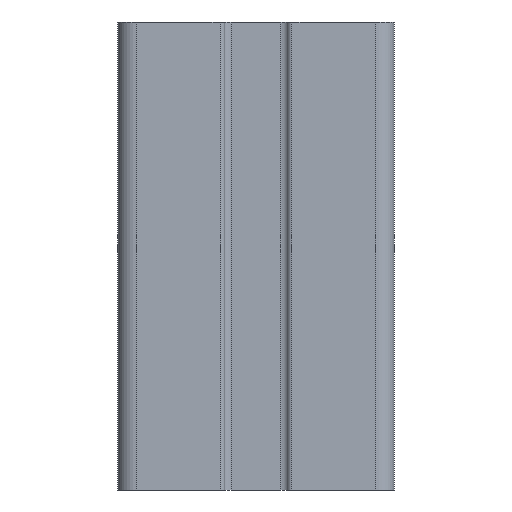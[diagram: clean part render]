
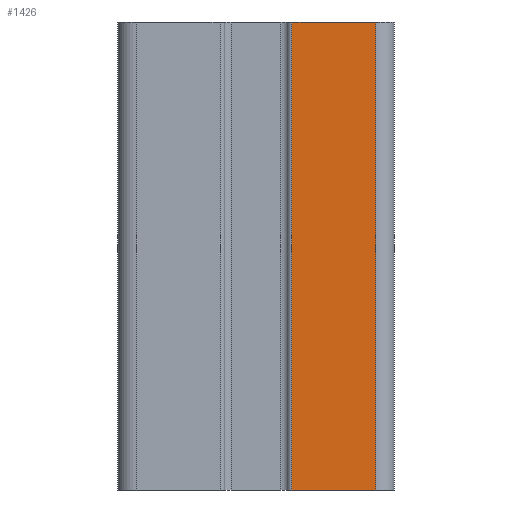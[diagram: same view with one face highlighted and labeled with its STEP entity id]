
A CAD part, front view. The second image highlights one B-rep face of the part: STEP entity #1426.
In plain terms, the highlighted planar face has unit normal (0, -1, 0).
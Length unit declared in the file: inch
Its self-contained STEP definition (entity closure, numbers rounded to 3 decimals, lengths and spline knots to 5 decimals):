
#24=PLANE('',#1537);
#70=FACE_OUTER_BOUND('',#145,.T.);
#145=EDGE_LOOP('',(#996,#997,#998,#999));
#236=LINE('',#2193,#381);
#237=LINE('',#2196,#382);
#238=LINE('',#2198,#383);
#239=LINE('',#2199,#384);
#381=VECTOR('',#1748,0.3937);
#382=VECTOR('',#1751,0.3937);
#383=VECTOR('',#1752,0.3937);
#384=VECTOR('',#1753,0.3937);
#601=VERTEX_POINT('',#2189);
#602=VERTEX_POINT('',#2191);
#603=VERTEX_POINT('',#2195);
#604=VERTEX_POINT('',#2197);
#762=EDGE_CURVE('',#601,#602,#236,.T.);
#763=EDGE_CURVE('',#603,#601,#237,.T.);
#764=EDGE_CURVE('',#604,#602,#238,.T.);
#765=EDGE_CURVE('',#603,#604,#239,.T.);
#996=ORIENTED_EDGE('',*,*,#763,.T.);
#997=ORIENTED_EDGE('',*,*,#762,.T.);
#998=ORIENTED_EDGE('',*,*,#764,.F.);
#999=ORIENTED_EDGE('',*,*,#765,.F.);
#1426=ADVANCED_FACE('',(#70),#24,.T.);
#1537=AXIS2_PLACEMENT_3D('',#2194,#1749,#1750);
#1748=DIRECTION('',(0.,0.,1.));
#1749=DIRECTION('center_axis',(0.,-1.,0.));
#1750=DIRECTION('ref_axis',(1.,0.,0.));
#1751=DIRECTION('',(1.,0.,0.));
#1752=DIRECTION('',(1.,0.,0.));
#1753=DIRECTION('',(0.,0.,1.));
#2189=CARTESIAN_POINT('',(0.25591,-0.29528,0.));
#2191=CARTESIAN_POINT('',(0.25591,-0.29528,1.));
#2193=CARTESIAN_POINT('',(0.25591,-0.29528,0.));
#2194=CARTESIAN_POINT('Origin',(0.07677,-0.29528,0.));
#2195=CARTESIAN_POINT('',(0.07677,-0.29528,0.));
#2196=CARTESIAN_POINT('',(0.07677,-0.29528,0.));
#2197=CARTESIAN_POINT('',(0.07677,-0.29528,1.));
#2198=CARTESIAN_POINT('',(0.07677,-0.29528,1.));
#2199=CARTESIAN_POINT('',(0.07677,-0.29528,0.));
